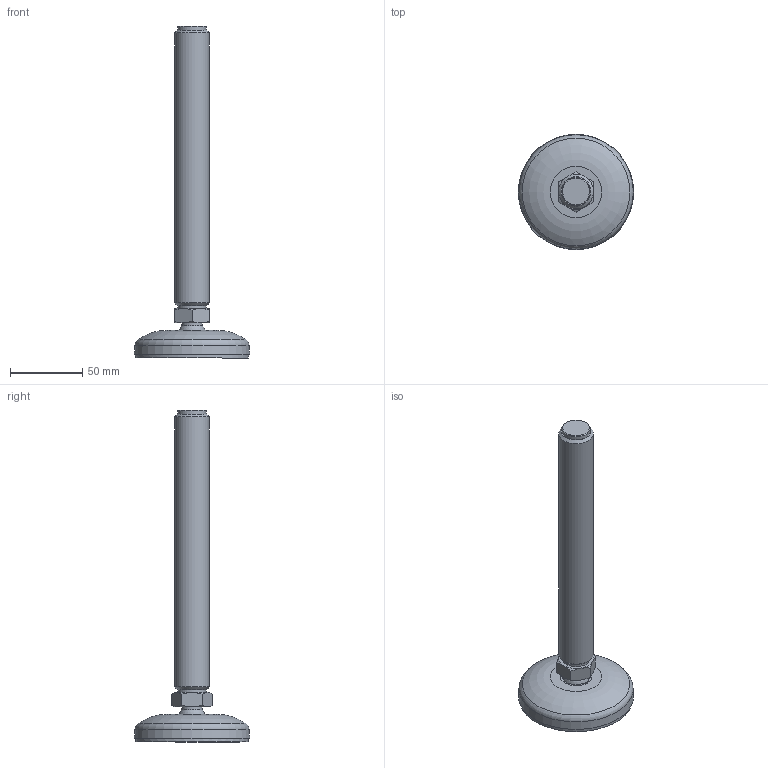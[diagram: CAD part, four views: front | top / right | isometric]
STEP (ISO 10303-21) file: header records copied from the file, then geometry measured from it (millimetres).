
FILE_DESCRIPTION(/* description */ ('File step'),/* implementation_level */ '2;1');
FILE_NAME(/* name */ '6325675',/* time_stamp */ '2022-03-15T10:53:30+01:00',/* author */ ('Zorzan D.'),/* organization */ ('Gamm Srl.'),/* preprocessor_version */ 'ST-DEVELOPER v16.7',/* originating_system */ 'Solid Edge',/* authorisation */ 'Unknown');
FILE_SCHEMA (('CONFIG_CONTROL_DESIGN'));
Length unit declared in the file: millimetre
Products named in the file (1): 6325675
Bounding box: 79.66 x 79.66 x 229.2 mm (x, y, z)
Volume: 143077.9 mm3; surface area: 45825.3 mm2
Topology: 1 solids, 4 shells, 122 faces, 302 edges, 199 vertices
Faces by surface type: plane 63, cylinder 23, torus 15, cone 12, sphere 9
Full cylindrical faces by diameter (mm): 3 x6, 6 x3, 9.4 x3, 9.5 x1, 9.8 x1, 14.304 x1, 19.5 x2, 24 x1, 71.5 x1, 72 x1, 78.2 x1
Entity records: 4341 total; most frequent: CARTESIAN_POINT 754, DIRECTION 584, ORIENTED_EDGE 492, AXIS2_PLACEMENT_3D 250, EDGE_CURVE 246, EDGE_LOOP 185, FACE_BOUND 185, VERTEX_POINT 183
